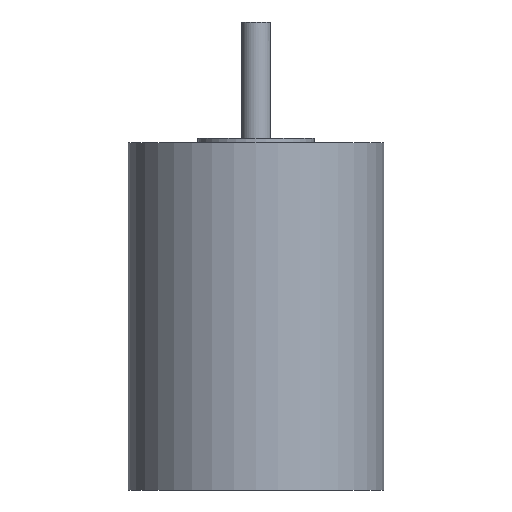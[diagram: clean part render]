
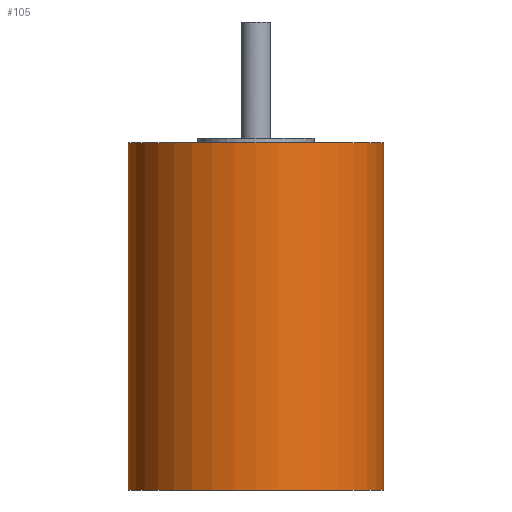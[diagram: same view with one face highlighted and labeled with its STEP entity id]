
A CAD part, front view. The second image highlights one B-rep face of the part: STEP entity #105.
In plain terms, the highlighted cylindrical face has radius 14 mm (diameter 28 mm), a full revolution.
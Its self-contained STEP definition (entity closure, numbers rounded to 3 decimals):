
#105 = ADVANCED_FACE( '', ( #244, #245, #246 ), #247, .T. );
#244 = FACE_OUTER_BOUND( '', #431, .T. );
#245 = FACE_OUTER_BOUND( '', #432, .T. );
#246 = FACE_BOUND( '', #433, .T. );
#247 = CYLINDRICAL_SURFACE( '', #434, 14. );
#431 = EDGE_LOOP( '', ( #652 ) );
#432 = EDGE_LOOP( '', ( #653 ) );
#433 = EDGE_LOOP( '', ( #654, #655, #656, #657 ) );
#434 = AXIS2_PLACEMENT_3D( '', #658, #659, #660 );
#652 = ORIENTED_EDGE( '', *, *, #897, .T. );
#653 = ORIENTED_EDGE( '', *, *, #881, .F. );
#654 = ORIENTED_EDGE( '', *, *, #890, .T. );
#655 = ORIENTED_EDGE( '', *, *, #898, .T. );
#656 = ORIENTED_EDGE( '', *, *, #853, .T. );
#657 = ORIENTED_EDGE( '', *, *, #899, .T. );
#658 = CARTESIAN_POINT( '', ( 0., 0., 19. ) );
#659 = DIRECTION( '', ( 0., 0., 1. ) );
#660 = DIRECTION( '', ( -1., 0., 0. ) );
#853 = EDGE_CURVE( '', #954, #958, #960, .F. );
#881 = EDGE_CURVE( '', #1004, #1004, #1005, .T. );
#890 = EDGE_CURVE( '', #1014, #1018, #1020, .T. );
#897 = EDGE_CURVE( '', #1030, #1030, #1031, .T. );
#898 = EDGE_CURVE( '', #1018, #954, #1032, .F. );
#899 = EDGE_CURVE( '', #958, #1014, #1033, .T. );
#954 = VERTEX_POINT( '', #1107 );
#958 = VERTEX_POINT( '', #1113 );
#960 = LINE( '', #1116, #1117 );
#1004 = VERTEX_POINT( '', #1161 );
#1005 = CIRCLE( '', #1162, 14. );
#1014 = VERTEX_POINT( '', #1171 );
#1018 = VERTEX_POINT( '', #1177 );
#1020 = LINE( '', #1180, #1181 );
#1030 = VERTEX_POINT( '', #1191 );
#1031 = CIRCLE( '', #1192, 14. );
#1032 = CIRCLE( '', #1193, 14. );
#1033 = B_SPLINE_CURVE_WITH_KNOTS( '', 3, ( #1194, #1195, #1196, #1197, #1198, #1199, #1200, #1201, #1202, #1203, #1204, #1205, #1206, #1207, #1208, #1209, #1210, #1211, #1212, #1213, #1214, #1215, #1216, #1217, #1218, #1219, #1220, #1221, #1222, #1223, #1224, #1225, #1226, #1227 ), .UNSPECIFIED., .F., .F., ( 4, 2, 2, 2, 2, 2, 2, 2, 2, 2, 2, 2, 2, 2, 2, 2, 4 ), ( 0., 0.001, 0.001, 0.002, 0.003, 0.003, 0.004, 0.004, 0.005, 0.006, 0.006, 0.007, 0.008, 0.008, 0.009, 0.01, 0.01 ), .UNSPECIFIED. );
#1107 = CARTESIAN_POINT( '', ( 3.25, 13.618, -18. ) );
#1113 = CARTESIAN_POINT( '', ( 3.25, 13.618, -14.55 ) );
#1116 = CARTESIAN_POINT( '', ( 3.25, 13.618, 19. ) );
#1117 = VECTOR( '', #1307, 1000. );
#1161 = CARTESIAN_POINT( '', ( 14., 0., -19. ) );
#1162 = AXIS2_PLACEMENT_3D( '', #1356, #1357, #1358 );
#1171 = CARTESIAN_POINT( '', ( -3.25, 13.618, -14.55 ) );
#1177 = CARTESIAN_POINT( '', ( -3.25, 13.618, -18. ) );
#1180 = CARTESIAN_POINT( '', ( -3.25, 13.618, 19. ) );
#1181 = VECTOR( '', #1368, 1000. );
#1191 = CARTESIAN_POINT( '', ( 14., 0., 19. ) );
#1192 = AXIS2_PLACEMENT_3D( '', #1378, #1379, #1380 );
#1193 = AXIS2_PLACEMENT_3D( '', #1381, #1382, #1383 );
#1194 = CARTESIAN_POINT( '', ( 3.25, 13.618, -14.55 ) );
#1195 = CARTESIAN_POINT( '', ( 3.25, 13.618, -14.335 ) );
#1196 = CARTESIAN_POINT( '', ( 3.229, 13.623, -14.123 ) );
#1197 = CARTESIAN_POINT( '', ( 3.146, 13.642, -13.707 ) );
#1198 = CARTESIAN_POINT( '', ( 3.083, 13.657, -13.5 ) );
#1199 = CARTESIAN_POINT( '', ( 2.92, 13.692, -13.107 ) );
#1200 = CARTESIAN_POINT( '', ( 2.82, 13.714, -12.92 ) );
#1201 = CARTESIAN_POINT( '', ( 2.584, 13.76, -12.568 ) );
#1202 = CARTESIAN_POINT( '', ( 2.447, 13.785, -12.401 ) );
#1203 = CARTESIAN_POINT( '', ( 2.149, 13.835, -12.103 ) );
#1204 = CARTESIAN_POINT( '', ( 1.986, 13.86, -11.968 ) );
#1205 = CARTESIAN_POINT( '', ( 1.631, 13.906, -11.731 ) );
#1206 = CARTESIAN_POINT( '', ( 1.443, 13.927, -11.63 ) );
#1207 = CARTESIAN_POINT( '', ( 1.052, 13.962, -11.468 ) );
#1208 = CARTESIAN_POINT( '', ( 0.847, 13.976, -11.405 ) );
#1209 = CARTESIAN_POINT( '', ( 0.427, 13.995, -11.321 ) );
#1210 = CARTESIAN_POINT( '', ( 0.216, 14., -11.3 ) );
#1211 = CARTESIAN_POINT( '', ( -0.21, 14., -11.3 ) );
#1212 = CARTESIAN_POINT( '', ( -0.426, 13.995, -11.321 ) );
#1213 = CARTESIAN_POINT( '', ( -0.843, 13.976, -11.404 ) );
#1214 = CARTESIAN_POINT( '', ( -1.046, 13.962, -11.466 ) );
#1215 = CARTESIAN_POINT( '', ( -1.441, 13.927, -11.629 ) );
#1216 = CARTESIAN_POINT( '', ( -1.63, 13.906, -11.73 ) );
#1217 = CARTESIAN_POINT( '', ( -1.981, 13.86, -11.965 ) );
#1218 = CARTESIAN_POINT( '', ( -2.146, 13.835, -12.1 ) );
#1219 = CARTESIAN_POINT( '', ( -2.448, 13.785, -12.401 ) );
#1220 = CARTESIAN_POINT( '', ( -2.582, 13.76, -12.565 ) );
#1221 = CARTESIAN_POINT( '', ( -2.817, 13.714, -12.916 ) );
#1222 = CARTESIAN_POINT( '', ( -2.919, 13.692, -13.106 ) );
#1223 = CARTESIAN_POINT( '', ( -3.082, 13.657, -13.498 ) );
#1224 = CARTESIAN_POINT( '', ( -3.144, 13.642, -13.701 ) );
#1225 = CARTESIAN_POINT( '', ( -3.228, 13.623, -14.119 ) );
#1226 = CARTESIAN_POINT( '', ( -3.25, 13.618, -14.335 ) );
#1227 = CARTESIAN_POINT( '', ( -3.25, 13.618, -14.55 ) );
#1307 = DIRECTION( '', ( 0., 0., -1. ) );
#1356 = CARTESIAN_POINT( '', ( 0., 0., -19. ) );
#1357 = DIRECTION( '', ( 0., 0., -1. ) );
#1358 = DIRECTION( '', ( 1., 0., 0. ) );
#1368 = DIRECTION( '', ( 0., 0., -1. ) );
#1378 = CARTESIAN_POINT( '', ( 0., 0., 19. ) );
#1379 = DIRECTION( '', ( 0., 0., -1. ) );
#1380 = DIRECTION( '', ( 1., 0., 0. ) );
#1381 = CARTESIAN_POINT( '', ( 0., 0., -18. ) );
#1382 = DIRECTION( '', ( 0., 0., 1. ) );
#1383 = DIRECTION( '', ( 1., 0., 0. ) );
